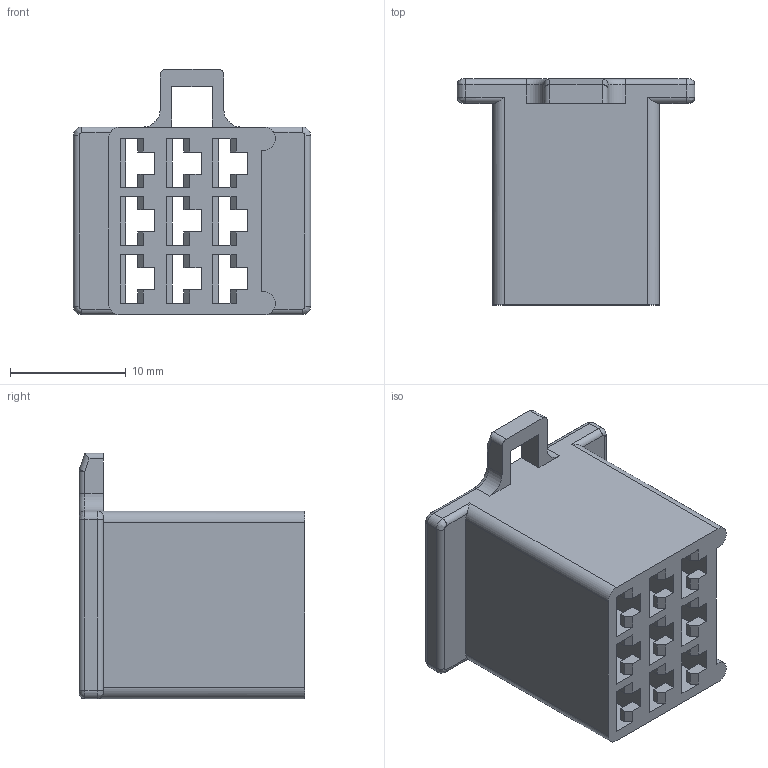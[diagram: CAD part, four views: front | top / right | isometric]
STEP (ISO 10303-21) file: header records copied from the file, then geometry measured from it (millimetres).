
FILE_DESCRIPTION(/* description */ (''),/* implementation_level */ '2;1');
FILE_NAME(/* name */ 'MTW-9S.stp',/* time_stamp */ '2022-10-17T15:12:16-05:00',/* author */ (''),/* organization */ ('Corsa Technic, LLC'),/* preprocessor_version */ 'ST-DEVELOPER v19',/* originating_system */ 'Autodesk Translation Framework v11.7.0.108',/* authorisation */ '3D design STEP models are provided for reference only. STEP models DO NOT provide accurate tolerance information and the model may not be constructed to the nominal nor the manufacturing-optimized version of the design. User assumes all risks from use of these models. Corsa Technic, LLC makes no representation or warranty (expressed or implied) with respect to the STEP models, including but not limited to the accuracy or completeness of product dimensions or any other technical specifications contained in or accompanying the STEP models, non-infringement of third party rights, and quality, suitability, fitness for purpose or title.');
FILE_SCHEMA (('AUTOMOTIVE_DESIGN { 1 0 10303 214 3 1 1 }'));
Length unit declared in the file: millimetre
Products named in the file (1): MTW-9S
Bounding box: 20.5 x 19.5 x 21.2 mm (x, y, z)
Volume: 2335.1 mm3; surface area: 4303.1 mm2
Topology: 1 solids, 1 shells, 195 faces, 557 edges, 362 vertices
Faces by surface type: plane 155, cylinder 28, bspline 8, sphere 2, torus 2
Entity records: 6389 total; most frequent: CARTESIAN_POINT 1215, ORIENTED_EDGE 1114, DIRECTION 991, EDGE_CURVE 557, LINE 491, VECTOR 491, VERTEX_POINT 362, AXIS2_PLACEMENT_3D 250
